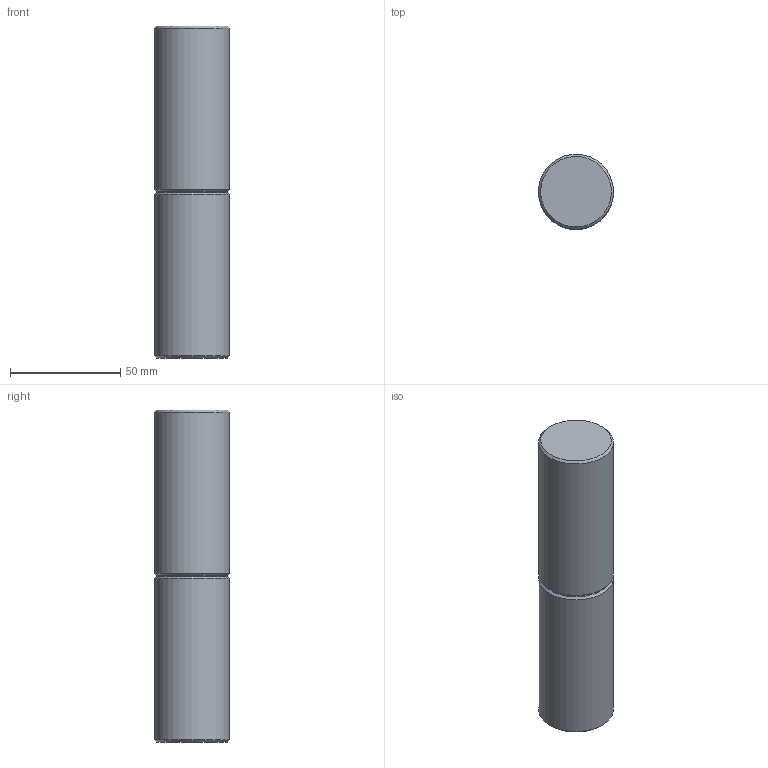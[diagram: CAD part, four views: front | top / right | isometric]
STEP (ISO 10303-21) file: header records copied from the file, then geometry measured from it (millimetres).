
FILE_DESCRIPTION(('STEP AP203'), '1');
FILE_NAME('ÐË823.01.00.000 Ïåòëÿ ô34 (ÎÁ)', '2015-09-30T07:19:38', (''), (''), 'ASCON STEP Converter 1.3', 'ASCON Math Kernel', '');
FILE_SCHEMA(('CONFIG_CONTROL_DESIGN'));
Length unit declared in the file: millimetre
Products named in the file (1): 倓823.01.00.0007
Bounding box: 34 x 34 x 150.5 mm (x, y, z)
Volume: 134203.3 mm3; surface area: 20755.1 mm2
Topology: 1 solids, 5 shells, 33 faces, 56 edges, 35 vertices
Faces by surface type: plane 12, torus 8, cylinder 7, cone 6
Full cylindrical faces by diameter (mm): 16 x1, 17 x1, 18 x1, 30 x2, 34 x2
Entity records: 718 total; most frequent: DIRECTION 136, CARTESIAN_POINT 102, AXIS2_PLACEMENT_3D 68, ORIENTED_EDGE 68, EDGE_LOOP 62, FACE_OUTER_BOUND 35, EDGE_CURVE 34, VERTEX_POINT 34
